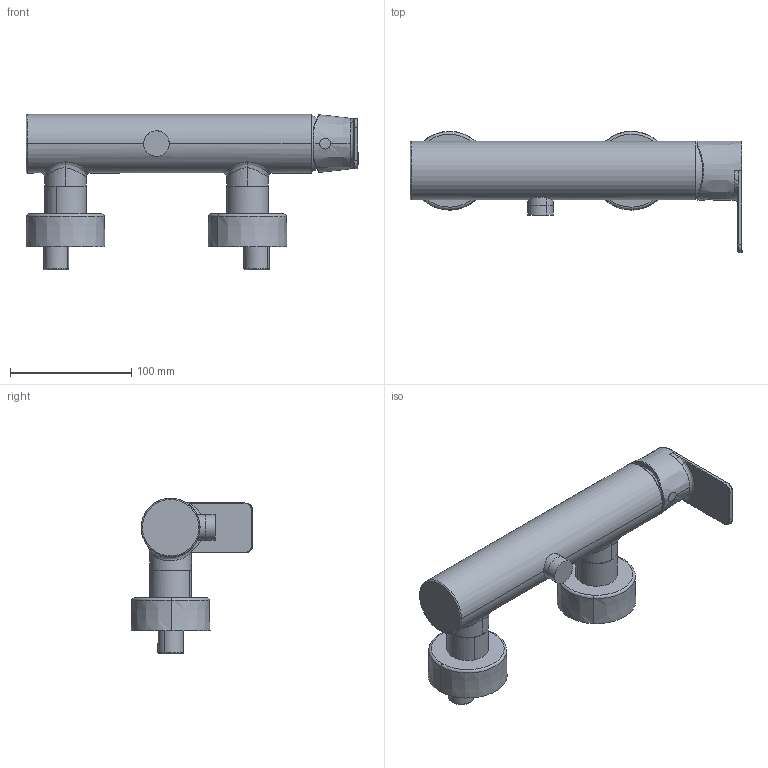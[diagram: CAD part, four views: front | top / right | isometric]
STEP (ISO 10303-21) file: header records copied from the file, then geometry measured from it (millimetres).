
FILE_DESCRIPTION (( 'STEP AP203' ), '1' );
FILE_NAME ('4860U(2022)+57670173(2021).STEP', '2021-10-08T08:42:33', ( '' ), ( '' ), 'SwSTEP 2.0', 'SolidWorks 2016', '' );
FILE_SCHEMA (( 'CONFIG_CONTROL_DESIGN' ));
Length unit declared in the file: millimetre
Products named in the file (1): 4860U(2022)+57670173(2021)
Bounding box: 273.56 x 100.23 x 128.3 mm (x, y, z)
Volume: 651044 mm3; surface area: 100890.1 mm2
Topology: 1 solids, 1 shells, 303 faces, 740 edges, 446 vertices
Faces by surface type: bspline 117, cylinder 86, plane 63, torus 20, sphere 9, cone 8
Entity records: 21308 total; most frequent: CARTESIAN_POINT 15149, ORIENTED_EDGE 1460, DIRECTION 940, EDGE_CURVE 730, VERTEX_POINT 445, AXIS2_PLACEMENT_3D 377, EDGE_LOOP 327, B_SPLINE_CURVE_WITH_KNOTS 322
